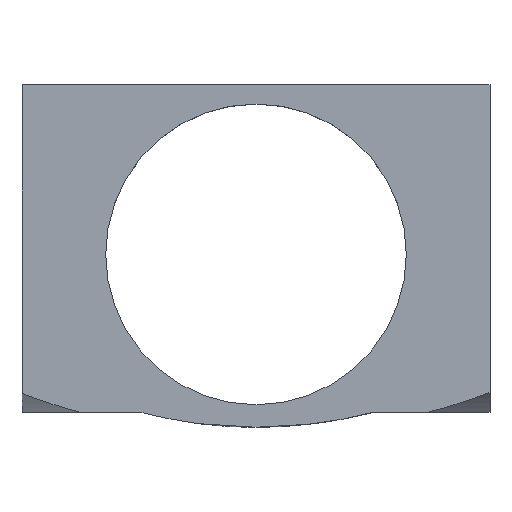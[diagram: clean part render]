
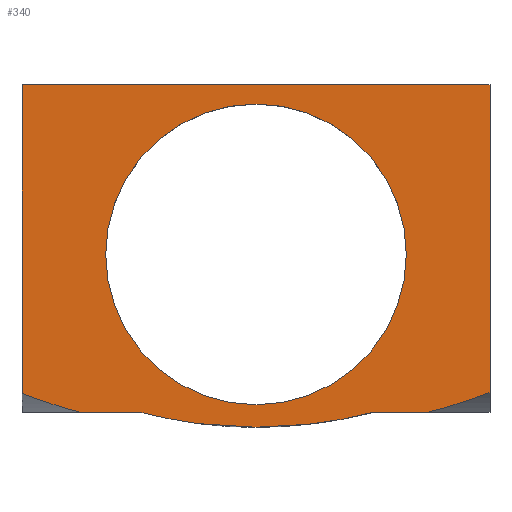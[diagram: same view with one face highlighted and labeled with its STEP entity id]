
A CAD part, top view. The second image highlights one B-rep face of the part: STEP entity #340.
In plain terms, the highlighted planar face has unit normal (0, 0, 1).
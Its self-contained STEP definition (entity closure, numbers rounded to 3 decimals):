
#26=FACE_BOUND('',#86,.T.);
#36=CIRCLE('',#391,12.85);
#44=B_SPLINE_CURVE_WITH_KNOTS('',3,(#575,#576,#577,#578,#579,#580,#581),
 .UNSPECIFIED.,.F.,.F.,(4,1,1,1,4),(4.537,4.578,4.605,
4.659,4.712),.UNSPECIFIED.);
#45=B_SPLINE_CURVE_WITH_KNOTS('',3,(#582,#583,#584,#585,#586,#587,#588,
#589,#590,#591,#592,#593),.UNSPECIFIED.,.F.,.F.,(4,1,1,1,1,1,1,1,1,4),(4.712,
4.766,4.82,4.847,4.901,4.928,
4.981,5.008,5.062,5.066),
 .UNSPECIFIED.);
#51=PLANE('',#388);
#61=FACE_OUTER_BOUND('',#85,.T.);
#85=EDGE_LOOP('',(#267,#268,#269,#270,#271,#272,#273,#274,#275,#276));
#86=EDGE_LOOP('',(#277));
#104=ELLIPSE('',#375,36.595,25.877);
#108=ELLIPSE('',#389,36.48,25.795);
#109=ELLIPSE('',#390,36.48,25.795);
#118=LINE('',#548,#140);
#123=LINE('',#571,#145);
#124=LINE('',#597,#146);
#125=LINE('',#599,#147);
#126=LINE('',#600,#148);
#140=VECTOR('',#431,10.);
#145=VECTOR('',#452,10.);
#146=VECTOR('',#457,10.);
#147=VECTOR('',#458,10.);
#148=VECTOR('',#459,10.);
#155=VERTEX_POINT('',#502);
#157=VERTEX_POINT('',#505);
#159=VERTEX_POINT('',#510);
#166=VERTEX_POINT('',#546);
#176=VERTEX_POINT('',#570);
#177=VERTEX_POINT('',#572);
#178=VERTEX_POINT('',#574);
#179=VERTEX_POINT('',#594);
#180=VERTEX_POINT('',#596);
#181=VERTEX_POINT('',#598);
#182=VERTEX_POINT('',#601);
#193=EDGE_CURVE('',#157,#155,#104,.T.);
#205=EDGE_CURVE('',#166,#159,#118,.T.);
#216=EDGE_CURVE('',#176,#155,#123,.T.);
#217=EDGE_CURVE('',#176,#177,#108,.T.);
#218=EDGE_CURVE('',#177,#178,#44,.T.);
#219=EDGE_CURVE('',#178,#159,#45,.T.);
#220=EDGE_CURVE('',#166,#179,#109,.T.);
#221=EDGE_CURVE('',#180,#179,#124,.T.);
#222=EDGE_CURVE('',#181,#180,#125,.T.);
#223=EDGE_CURVE('',#157,#181,#126,.T.);
#224=EDGE_CURVE('',#182,#182,#36,.T.);
#267=ORIENTED_EDGE('',*,*,#193,.T.);
#268=ORIENTED_EDGE('',*,*,#216,.F.);
#269=ORIENTED_EDGE('',*,*,#217,.T.);
#270=ORIENTED_EDGE('',*,*,#218,.T.);
#271=ORIENTED_EDGE('',*,*,#219,.T.);
#272=ORIENTED_EDGE('',*,*,#205,.F.);
#273=ORIENTED_EDGE('',*,*,#220,.T.);
#274=ORIENTED_EDGE('',*,*,#221,.F.);
#275=ORIENTED_EDGE('',*,*,#222,.F.);
#276=ORIENTED_EDGE('',*,*,#223,.F.);
#277=ORIENTED_EDGE('',*,*,#224,.F.);
#340=ADVANCED_FACE('',(#61,#26),#51,.T.);
#375=AXIS2_PLACEMENT_3D('',#506,#413,#414);
#388=AXIS2_PLACEMENT_3D('',#569,#450,#451);
#389=AXIS2_PLACEMENT_3D('',#573,#453,#454);
#390=AXIS2_PLACEMENT_3D('',#595,#455,#456);
#391=AXIS2_PLACEMENT_3D('',#602,#460,#461);
#413=DIRECTION('center_axis',(0.,0.,
1.));
#414=DIRECTION('ref_axis',(-1.,0.,0.));
#431=DIRECTION('',(-1.,0.,0.));
#450=DIRECTION('center_axis',(0.,0.,
1.));
#451=DIRECTION('ref_axis',(1.,0.,0.));
#452=DIRECTION('',(-1.,0.,0.));
#453=DIRECTION('center_axis',(0.,0.,
1.));
#454=DIRECTION('ref_axis',(1.,0.,0.));
#455=DIRECTION('center_axis',(0.,0.,
1.));
#456=DIRECTION('ref_axis',(1.,0.,0.));
#457=DIRECTION('',(0.,-1.,0.));
#458=DIRECTION('',(1.,0.,0.));
#459=DIRECTION('',(0.,1.,0.));
#460=DIRECTION('center_axis',(0.,0.,
1.));
#461=DIRECTION('ref_axis',(-1.,0.,0.));
#502=CARTESIAN_POINT('',(11.832,-12.4,6.));
#505=CARTESIAN_POINT('',(6.813,-10.788,6.));
#506=CARTESIAN_POINT('Origin',(24.412,11.9,6.));
#510=CARTESIAN_POINT('',(36.812,-12.4,6.));
#546=CARTESIAN_POINT('',(41.453,-12.4,6.));
#548=CARTESIAN_POINT('',(16.813,-12.4,6.));
#569=CARTESIAN_POINT('Origin',(26.813,1.6,6.));
#570=CARTESIAN_POINT('',(16.975,-12.4,6.));
#571=CARTESIAN_POINT('',(16.813,-12.4,6.));
#572=CARTESIAN_POINT('',(21.823,-13.36,6.));
#573=CARTESIAN_POINT('Origin',(29.214,11.9,6.));
#574=CARTESIAN_POINT('',(26.813,-13.67,6.));
#575=CARTESIAN_POINT('Ctrl Pts',(21.823,-13.36,6.));
#576=CARTESIAN_POINT('Ctrl Pts',(22.205,-13.408,6.));
#577=CARTESIAN_POINT('Ctrl Pts',(22.842,-13.478,6.));
#578=CARTESIAN_POINT('Ctrl Pts',(23.992,-13.577,6.));
#579=CARTESIAN_POINT('Ctrl Pts',(25.273,-13.65,6.));
#580=CARTESIAN_POINT('Ctrl Pts',(26.299,-13.67,6.));
#581=CARTESIAN_POINT('Ctrl Pts',(26.813,-13.67,6.));
#582=CARTESIAN_POINT('Ctrl Pts',(26.813,-13.67,6.));
#583=CARTESIAN_POINT('Ctrl Pts',(27.326,-13.67,6.));
#584=CARTESIAN_POINT('Ctrl Pts',(28.353,-13.65,6.));
#585=CARTESIAN_POINT('Ctrl Pts',(29.634,-13.577,6.));
#586=CARTESIAN_POINT('Ctrl Pts',(30.911,-13.467,6.));
#587=CARTESIAN_POINT('Ctrl Pts',(31.93,-13.35,6.));
#588=CARTESIAN_POINT('Ctrl Pts',(33.197,-13.167,6.));
#589=CARTESIAN_POINT('Ctrl Pts',(34.206,-12.99,6.));
#590=CARTESIAN_POINT('Ctrl Pts',(35.458,-12.733,6.));
#591=CARTESIAN_POINT('Ctrl Pts',(36.242,-12.548,6.));
#592=CARTESIAN_POINT('Ctrl Pts',(36.774,-12.41,6.));
#593=CARTESIAN_POINT('Ctrl Pts',(36.812,-12.4,6.));
#594=CARTESIAN_POINT('',(46.813,-10.695,6.));
#595=CARTESIAN_POINT('Origin',(29.214,11.9,6.));
#596=CARTESIAN_POINT('',(46.813,15.6,6.));
#597=CARTESIAN_POINT('',(46.813,8.1,6.));
#598=CARTESIAN_POINT('',(6.813,15.6,6.));
#599=CARTESIAN_POINT('',(36.813,15.6,6.));
#600=CARTESIAN_POINT('',(6.813,8.6,6.));
#601=CARTESIAN_POINT('',(39.663,1.1,6.));
#602=CARTESIAN_POINT('Origin',(26.813,1.1,6.));
